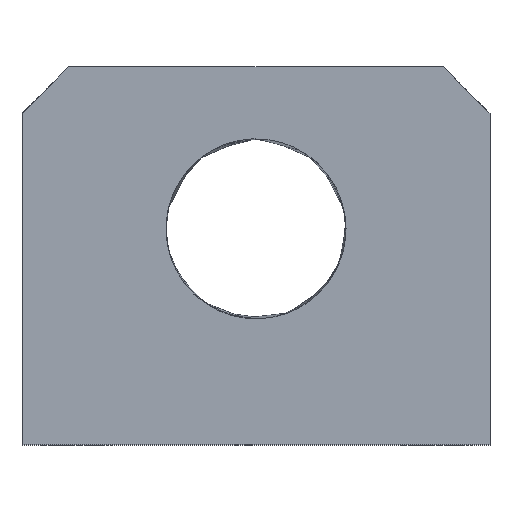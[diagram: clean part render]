
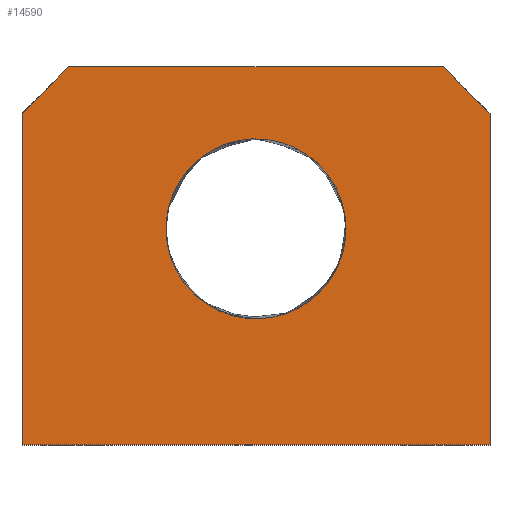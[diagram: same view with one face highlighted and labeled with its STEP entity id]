
A CAD part, top view. The second image highlights one B-rep face of the part: STEP entity #14590.
In plain terms, the highlighted free-form (B-spline) face has degree [1, 1] with [2, 2] control points.
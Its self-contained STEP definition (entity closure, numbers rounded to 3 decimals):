
#2410 = CARTESIAN_POINT ('', (-52., 105., 58.));
#2420 = VERTEX_POINT ('', #2410);
#2430 = CARTESIAN_POINT ('', (52., 105., 58.));
#2440 = VERTEX_POINT ('', #2430);
#2450 = CARTESIAN_POINT ('', (-52., 105., 58.));
#2460 = CARTESIAN_POINT ('', (52., 105., 58.));
#2470 = B_SPLINE_CURVE_WITH_KNOTS ('', 1, (#2450, #2460), .UNSPECIFIED., .F., .U., (2, 2), (0., 1.), .UNSPECIFIED.);
#2480 = EDGE_CURVE ('', #2420, #2440, #2470, .T.);
#7950 = CARTESIAN_POINT ('', (65., 92., 58.));
#7960 = VERTEX_POINT ('', #7950);
#7970 = CARTESIAN_POINT ('', (52., 105., 58.));
#7980 = CARTESIAN_POINT ('', (65., 92., 58.));
#7990 = B_SPLINE_CURVE_WITH_KNOTS ('', 1, (#7970, #7980), .UNSPECIFIED., .F., .U., (2, 2), (0., 1.), .UNSPECIFIED.);
#8000 = EDGE_CURVE ('', #2440, #7960, #7990, .T.);
#11200 = CARTESIAN_POINT ('', (65., 0., 58.));
#11210 = VERTEX_POINT ('', #11200);
#11270 = CARTESIAN_POINT ('', (-65., 0., 58.));
#11280 = VERTEX_POINT ('', #11270);
#11290 = CARTESIAN_POINT ('', (65., 0., 58.));
#11300 = CARTESIAN_POINT ('', (-65., 0., 58.));
#11310 = B_SPLINE_CURVE_WITH_KNOTS ('', 1, (#11290, #11300), .UNSPECIFIED., .F., .U., (2, 2), (0., 1.), .UNSPECIFIED.);
#11320 = EDGE_CURVE ('', #11210, #11280, #11310, .T.);
#14000 = CARTESIAN_POINT ('', (65., 92., 58.));
#14010 = CARTESIAN_POINT ('', (65., 0., 58.));
#14020 = B_SPLINE_CURVE_WITH_KNOTS ('', 1, (#14000, #14010), .UNSPECIFIED., .F., .U., (2, 2), (0., 1.), .UNSPECIFIED.);
#14030 = EDGE_CURVE ('', #7960, #11210, #14020, .T.);
#14140 = ORIENTED_EDGE ('', *, *, #2480, .F.);
#14150 = CARTESIAN_POINT ('', (-65., 92., 58.));
#14160 = VERTEX_POINT ('', #14150);
#14170 = CARTESIAN_POINT ('', (-52., 105., 58.));
#14180 = CARTESIAN_POINT ('', (-56.333, 100.667, 58.));
#14190 = CARTESIAN_POINT ('', (-60.667, 96.333, 58.));
#14200 = CARTESIAN_POINT ('', (-65., 92., 58.));
#14210 = B_SPLINE_CURVE_WITH_KNOTS ('', 3, (#14170, #14180, #14190, #14200), .UNSPECIFIED., .F., .U., (4, 4), (0., 1.), .UNSPECIFIED.);
#14220 = EDGE_CURVE ('', #2420, #14160, #14210, .T.);
#14230 = ORIENTED_EDGE ('', *, *, #14220, .T.);
#14240 = CARTESIAN_POINT ('', (-65., 92., 58.));
#14250 = CARTESIAN_POINT ('', (-65., 0., 58.));
#14260 = B_SPLINE_CURVE_WITH_KNOTS ('', 1, (#14240, #14250), .UNSPECIFIED., .F., .U., (2, 2), (0., 1.), .UNSPECIFIED.);
#14270 = EDGE_CURVE ('', #14160, #11280, #14260, .T.);
#14280 = ORIENTED_EDGE ('', *, *, #14270, .T.);
#14290 = ORIENTED_EDGE ('', *, *, #11320, .F.);
#14300 = ORIENTED_EDGE ('', *, *, #14030, .F.);
#14310 = ORIENTED_EDGE ('', *, *, #8000, .F.);
#14320 = EDGE_LOOP ('', (#14140, #14230, #14280, #14290, #14300, #14310));
#14330 = FACE_OUTER_BOUND ('', #14320, .T.);
#14340 = CARTESIAN_POINT ('', (25., 60., 58.));
#14350 = VERTEX_POINT ('', #14340);
#14360 = CARTESIAN_POINT ('', (-25., 60., 58.));
#14370 = VERTEX_POINT ('', #14360);
#14380 = CARTESIAN_POINT ('', (25., 60., 58.));
#14390 = CARTESIAN_POINT ('', (25., 110., 58.));
#14400 = CARTESIAN_POINT ('', (-25., 110., 58.));
#14410 = CARTESIAN_POINT ('', (-25., 60., 58.));
#14420 = (
   BOUNDED_CURVE ()
   B_SPLINE_CURVE (3, (#14380, #14390, #14400, #14410), .UNSPECIFIED., .F., .U.)
   B_SPLINE_CURVE_WITH_KNOTS ((4, 4), (0., 1.), .UNSPECIFIED.)
   CURVE ()
   GEOMETRIC_REPRESENTATION_ITEM ()
   RATIONAL_B_SPLINE_CURVE ((1., 0.333, 0.333, 1.))
   REPRESENTATION_ITEM ('')
);
#14430 = EDGE_CURVE ('', #14350, #14370, #14420, .T.);
#14440 = ORIENTED_EDGE ('', *, *, #14430, .F.);
#14450 = CARTESIAN_POINT ('', (-25., 60., 58.));
#14460 = CARTESIAN_POINT ('', (-25., 10., 58.));
#14470 = CARTESIAN_POINT ('', (25., 10., 58.));
#14480 = CARTESIAN_POINT ('', (25., 60., 58.));
#14490 = (
   BOUNDED_CURVE ()
   B_SPLINE_CURVE (3, (#14450, #14460, #14470, #14480), .UNSPECIFIED., .F., .U.)
   B_SPLINE_CURVE_WITH_KNOTS ((4, 4), (0., 1.), .UNSPECIFIED.)
   CURVE ()
   GEOMETRIC_REPRESENTATION_ITEM ()
   RATIONAL_B_SPLINE_CURVE ((1., 0.333, 0.333, 1.))
   REPRESENTATION_ITEM ('')
);
#14500 = EDGE_CURVE ('', #14370, #14350, #14490, .T.);
#14510 = ORIENTED_EDGE ('', *, *, #14500, .F.);
#14520 = EDGE_LOOP ('', (#14440, #14510));
#14530 = FACE_BOUND ('', #14520, .T.);
#14540 = CARTESIAN_POINT ('', (-65., 0., 58.));
#14550 = CARTESIAN_POINT ('', (-65., 105., 58.));
#14560 = CARTESIAN_POINT ('', (65., 0., 58.));
#14570 = CARTESIAN_POINT ('', (65., 105., 58.));
#14580 = B_SPLINE_SURFACE_WITH_KNOTS ('', 1, 1, ((#14540, #14550), (#14560, #14570)), .UNSPECIFIED., .F., .F., .U., (2, 2), (2, 2), (0., 1.), (0., 1.), .UNSPECIFIED.);
#14590 = ADVANCED_FACE ('', (#14330, #14530), #14580, .T.);
